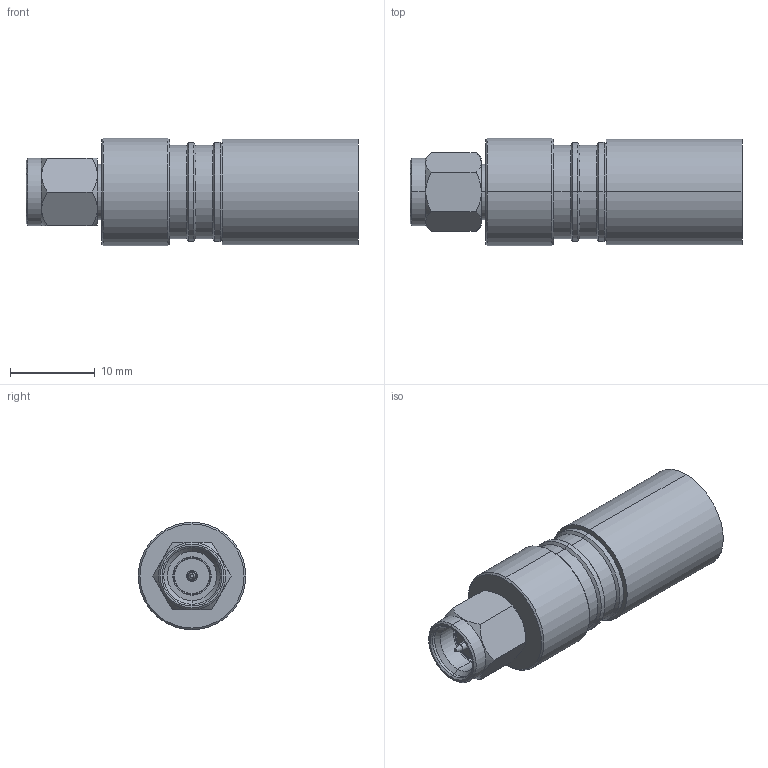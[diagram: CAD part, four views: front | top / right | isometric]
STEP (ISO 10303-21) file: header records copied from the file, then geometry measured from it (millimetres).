
FILE_DESCRIPTION (( 'STEP AP203' ), '1' );
FILE_NAME ('3190-3046.STEP', '2017-10-20T01:23:34', ( '' ), ( '' ), 'SwSTEP 2.0', 'SolidWorks 2017', '' );
FILE_SCHEMA (( 'CONFIG_CONTROL_DESIGN' ));
Length unit declared in the file: millimetre
Products named in the file (1): 3190-3046
Bounding box: 39.09 x 12.65 x 12.65 mm (x, y, z)
Volume: 2578.9 mm3; surface area: 3083.8 mm2
Topology: 1 solids, 1 shells, 121 faces, 248 edges, 147 vertices
Faces by surface type: cylinder 52, cone 42, plane 27
Entity records: 3357 total; most frequent: CARTESIAN_POINT 671, DIRECTION 602, ORIENTED_EDGE 492, AXIS2_PLACEMENT_3D 254, EDGE_CURVE 246, VERTEX_POINT 147, EDGE_LOOP 141, CIRCLE 132
